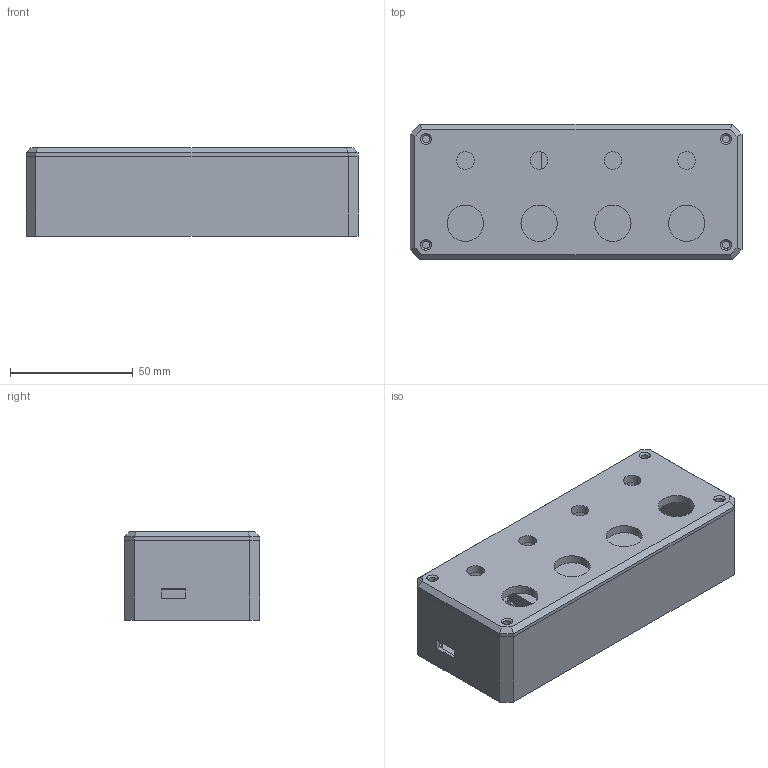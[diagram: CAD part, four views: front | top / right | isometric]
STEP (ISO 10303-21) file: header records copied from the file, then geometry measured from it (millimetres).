
FILE_DESCRIPTION(/* description */ (''),/* implementation_level */ '2;1');
FILE_NAME(/* name */ 'Deej-2024-03-25 v40.step',/* time_stamp */ '2024-07-26T22:43:14-06:00',/* author */ (''),/* organization */ (''),/* preprocessor_version */ 'ST-DEVELOPER v20',/* originating_system */ 'Autodesk Translation Framework v13.14.0.145',/* authorisation */ '');
FILE_SCHEMA (('AUTOMOTIVE_DESIGN { 1 0 10303 214 3 1 1 }'));
Length unit declared in the file: millimetre
Products named in the file (1): Deej-2024-03-25
Bounding box: 135 x 55 x 36 mm (x, y, z)
Volume: 73873.9 mm3; surface area: 55402.3 mm2
Topology: 2 solids, 2 shells, 112 faces, 256 edges, 166 vertices
Faces by surface type: plane 76, cylinder 32, cone 4
Full cylindrical faces by diameter (mm): 1.3 x4, 3 x16, 7.2 x4, 14.75 x4
Entity records: 3220 total; most frequent: DIRECTION 550, CARTESIAN_POINT 535, ORIENTED_EDGE 512, EDGE_CURVE 256, LINE 188, VECTOR 188, AXIS2_PLACEMENT_3D 181, VERTEX_POINT 166
